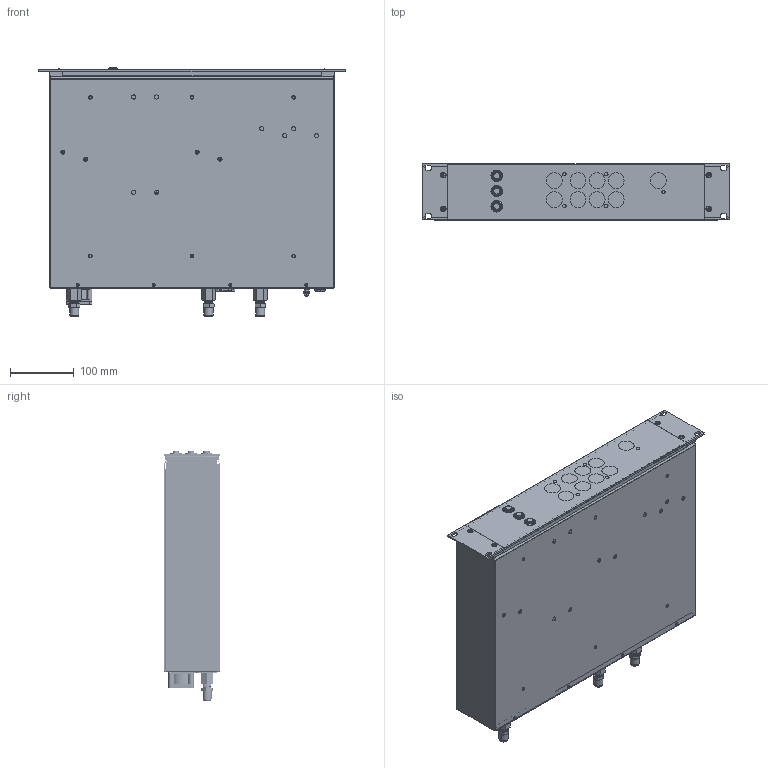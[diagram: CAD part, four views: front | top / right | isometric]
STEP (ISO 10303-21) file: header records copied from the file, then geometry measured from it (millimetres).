
FILE_DESCRIPTION (( 'STEP AP214' ), '1' );
FILE_NAME ('88202390-HC-80.STEP', '2017-12-21T14:06:22', ( '' ), ( '' ), 'SwSTEP 2.0', 'SolidWorks 2017', '' );
FILE_SCHEMA (( 'AUTOMOTIVE_DESIGN' ));
Length unit declared in the file: millimetre
Products named in the file (1): 88202390-HC-80
Bounding box: 482.6 x 88.1 x 392.65 mm (x, y, z)
Volume: 636415.5 mm3; surface area: 1123508.4 mm2
Topology: 75 solids, 77 shells, 4750 faces, 12243 edges, 7879 vertices
Faces by surface type: plane 2452, cylinder 1402, cone 530, bspline 332, torus 26, sphere 8
Entity records: 221348 total; most frequent: CARTESIAN_POINT 53241, ORIENTED_EDGE 24398, DIRECTION 22723, EDGE_CURVE 12199, VERTEX_POINT 7879, AXIS2_PLACEMENT_3D 7662, VECTOR 7399, LINE 7399
